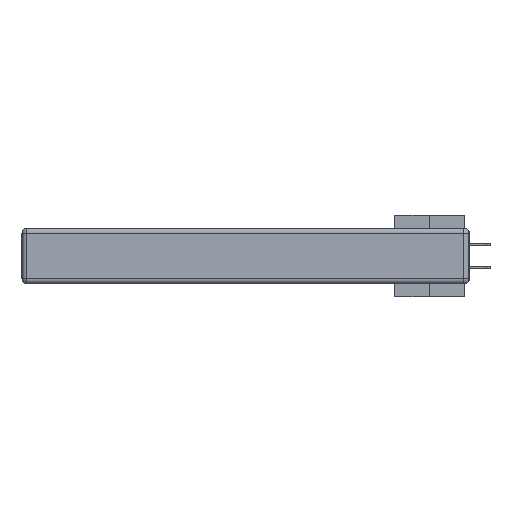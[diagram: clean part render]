
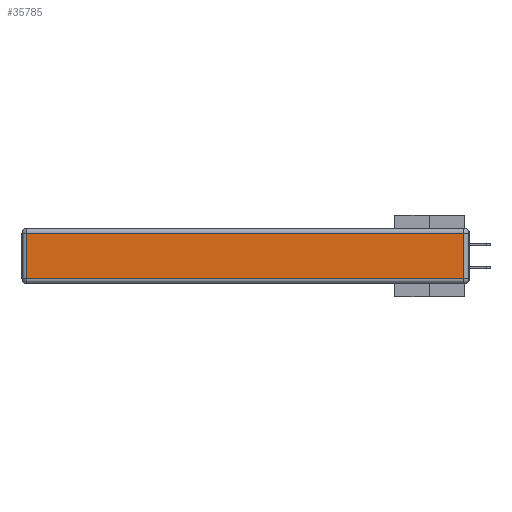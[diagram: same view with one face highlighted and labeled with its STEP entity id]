
A CAD part, left-side view. The second image highlights one B-rep face of the part: STEP entity #35785.
In plain terms, the highlighted planar face has unit normal (-1, 0, 0).
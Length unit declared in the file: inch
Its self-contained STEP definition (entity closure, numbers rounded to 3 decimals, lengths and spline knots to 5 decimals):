
#493 = EDGE_LOOP ( 'NONE', ( #21878, #29778, #1763, #17016 ) ) ;
#1665 = CARTESIAN_POINT ( 'NONE',  ( 0., 0., -0.313 ) ) ;
#1763 = ORIENTED_EDGE ( 'NONE', *, *, #31327, .T. ) ;
#2077 = VECTOR ( 'NONE', #41230, 39.37008 ) ;
#4933 = LINE ( 'NONE', #20011, #36218 ) ;
#9675 = DIRECTION ( 'NONE',  ( -1., 0., 0. ) ) ;
#10451 = CARTESIAN_POINT ( 'NONE',  ( 0., 2.72, -0.343 ) ) ;
#13793 = EDGE_CURVE ( 'NONE', #44312, #35788, #43571, .T. ) ;
#14347 = VERTEX_POINT ( 'NONE', #17557 ) ;
#14588 = FACE_OUTER_BOUND ( 'NONE', #493, .T. ) ;
#14851 = LINE ( 'NONE', #10451, #38272 ) ;
#16714 = CARTESIAN_POINT ( 'NONE',  ( 0., 0.03, -0.03 ) ) ;
#17016 = ORIENTED_EDGE ( 'NONE', *, *, #41994, .T. ) ;
#17557 = CARTESIAN_POINT ( 'NONE',  ( 0., 2.72, -0.03 ) ) ;
#20011 = CARTESIAN_POINT ( 'NONE',  ( 0., 2.75, -0.03 ) ) ;
#20445 = EDGE_CURVE ( 'NONE', #28997, #44312, #28309, .T. ) ;
#20741 = DIRECTION ( 'NONE',  ( 0., 0., -1. ) ) ;
#21878 = ORIENTED_EDGE ( 'NONE', *, *, #20445, .T. ) ;
#24960 = DIRECTION ( 'NONE',  ( 0., 1., 0. ) ) ;
#27359 = CARTESIAN_POINT ( 'NONE',  ( 0., 0.03, -0.343 ) ) ;
#28309 = LINE ( 'NONE', #1665, #2077 ) ;
#28997 = VERTEX_POINT ( 'NONE', #29825 ) ;
#29778 = ORIENTED_EDGE ( 'NONE', *, *, #13793, .T. ) ;
#29825 = CARTESIAN_POINT ( 'NONE',  ( 0., 2.72, -0.313 ) ) ;
#30577 = CARTESIAN_POINT ( 'NONE',  ( 0., 0., -0.343 ) ) ;
#31327 = EDGE_CURVE ( 'NONE', #35788, #14347, #4933, .T. ) ;
#35785 = ADVANCED_FACE ( 'NONE', ( #14588 ), #45011, .T. ) ;
#35788 = VERTEX_POINT ( 'NONE', #16714 ) ;
#36218 = VECTOR ( 'NONE', #24960, 39.37008 ) ;
#37492 = VECTOR ( 'NONE', #38434, 39.37008 ) ;
#38272 = VECTOR ( 'NONE', #20741, 39.37008 ) ;
#38434 = DIRECTION ( 'NONE',  ( 0., 0., 1. ) ) ;
#41230 = DIRECTION ( 'NONE',  ( 0., -1., 0. ) ) ;
#41994 = EDGE_CURVE ( 'NONE', #14347, #28997, #14851, .T. ) ;
#43571 = LINE ( 'NONE', #27359, #37492 ) ;
#44312 = VERTEX_POINT ( 'NONE', #44843 ) ;
#44843 = CARTESIAN_POINT ( 'NONE',  ( 0., 0.03, -0.313 ) ) ;
#44850 = AXIS2_PLACEMENT_3D ( 'NONE', #30577, #9675, #45330 ) ;
#45011 = PLANE ( 'NONE',  #44850 ) ;
#45330 = DIRECTION ( 'NONE',  ( 0., 0., 1. ) ) ;
